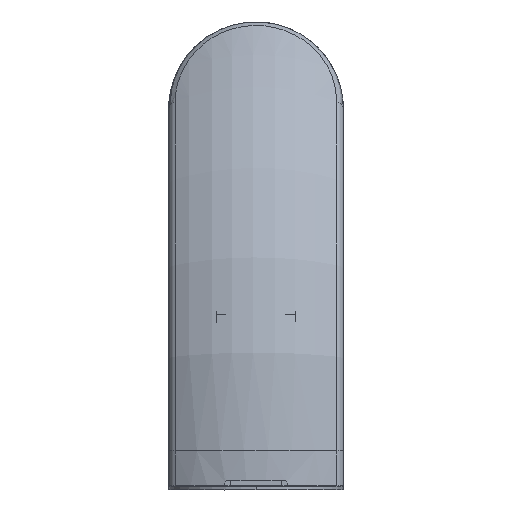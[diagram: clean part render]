
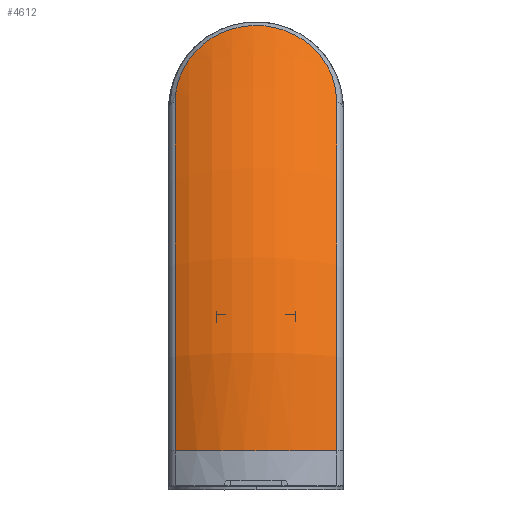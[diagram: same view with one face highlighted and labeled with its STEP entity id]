
A CAD part, top view. The second image highlights one B-rep face of the part: STEP entity #4612.
In plain terms, the highlighted toroidal (fillet/blend) face has major radius 59.774 mm and minor radius 21.982 mm.
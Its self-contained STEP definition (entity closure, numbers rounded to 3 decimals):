
#257 = CARTESIAN_POINT ( 'NONE',  ( 11.494, 2.33, -32.525 ) ) ;
#423 = CARTESIAN_POINT ( 'NONE',  ( 7.337, 9.51, -28.425 ) ) ;
#502 = CARTESIAN_POINT ( 'NONE',  ( 7.924, 9.02, -28.621 ) ) ;
#520 = DIRECTION ( 'NONE',  ( 0., 0., 1. ) ) ;
#883 = VERTEX_POINT ( 'NONE', #9405 ) ;
#1238 = ORIENTED_EDGE ( 'NONE', *, *, #11985, .T. ) ;
#1277 = AXIS2_PLACEMENT_3D ( 'NONE', #5321, #4249, #14945 ) ;
#1436 = DIRECTION ( 'NONE',  ( 0., 0., 1. ) ) ;
#1478 = VERTEX_POINT ( 'NONE', #10026 ) ;
#1556 = CARTESIAN_POINT ( 'NONE',  ( 9.435, 7.343, -29.392 ) ) ;
#1600 = CARTESIAN_POINT ( 'NONE',  ( 11.551, -48.923, 26.956 ) ) ;
#1640 = CARTESIAN_POINT ( 'NONE',  ( -1.963, 11.836, -27.621 ) ) ;
#1720 = CARTESIAN_POINT ( 'NONE',  ( -11.236, 3.604, -31.607 ) ) ;
#2151 = EDGE_CURVE ( 'NONE', #1478, #5875, #6223, .T. ) ;
#2567 = ORIENTED_EDGE ( 'NONE', *, *, #2151, .T. ) ;
#2684 = CARTESIAN_POINT ( 'NONE',  ( -7.894, 9.021, -28.626 ) ) ;
#2768 = CARTESIAN_POINT ( 'NONE',  ( -10.94, 4.563, -30.969 ) ) ;
#2851 = CARTESIAN_POINT ( 'NONE',  ( 3.911, 11.364, -27.765 ) ) ;
#2934 = CARTESIAN_POINT ( 'NONE',  ( -11.05, 4.244, -31.176 ) ) ;
#3008 = CARTESIAN_POINT ( 'NONE',  ( 1.594, 11.891, -27.604 ) ) ;
#3862 = ORIENTED_EDGE ( 'NONE', *, *, #9112, .T. ) ;
#3912 = CARTESIAN_POINT ( 'NONE',  ( 0.411, 11.99, -27.575 ) ) ;
#3959 = DIRECTION ( 'NONE',  ( -1., 0., 0. ) ) ;
#3994 = CARTESIAN_POINT ( 'NONE',  ( 4.998, 10.909, -27.916 ) ) ;
#4077 = CARTESIAN_POINT ( 'NONE',  ( -3.881, 11.375, -27.762 ) ) ;
#4159 = CARTESIAN_POINT ( 'NONE',  ( -8.178, 8.759, -28.737 ) ) ;
#4239 = CARTESIAN_POINT ( 'NONE',  ( -11.551, 1.7, -33.015 ) ) ;
#4249 = DIRECTION ( 'NONE',  ( 1., 0., 0. ) ) ;
#4257 = CARTESIAN_POINT ( 'NONE',  ( 0., -48.923, -32.818 ) ) ;
#4612 = ADVANCED_FACE ( 'NONE', ( #6600 ), #6039, .T. ) ;
#5126 = DIRECTION ( 'NONE',  ( 0., 0., -1. ) ) ;
#5139 = CARTESIAN_POINT ( 'NONE',  ( -5.332, 10.749, -27.97 ) ) ;
#5249 = DIRECTION ( 'NONE',  ( 0., 1., 0. ) ) ;
#5321 = CARTESIAN_POINT ( 'NONE',  ( -11.551, -48.923, 26.956 ) ) ;
#5390 = CARTESIAN_POINT ( 'NONE',  ( 8.973, 7.921, -29.113 ) ) ;
#5467 = CARTESIAN_POINT ( 'NONE',  ( 8.722, 8.205, -28.982 ) ) ;
#5673 = VERTEX_POINT ( 'NONE', #5872 ) ;
#5872 = CARTESIAN_POINT ( 'NONE',  ( 11.551, 1.084, -33.524 ) ) ;
#5875 = VERTEX_POINT ( 'NONE', #11828 ) ;
#6039 = TOROIDAL_SURFACE ( 'NONE', #7080, 59.774, 21.982 ) ;
#6223 = CIRCLE ( 'NONE', #1277, 78.476 ) ;
#6367 = CARTESIAN_POINT ( 'NONE',  ( 11.073, 4.227, -31.179 ) ) ;
#6534 = CARTESIAN_POINT ( 'NONE',  ( 1.99, 11.831, -27.622 ) ) ;
#6600 = FACE_OUTER_BOUND ( 'NONE', #9328, .T. ) ;
#6698 = CARTESIAN_POINT ( 'NONE',  ( -10.216, 6.143, -30.023 ) ) ;
#6846 = AXIS2_PLACEMENT_3D ( 'NONE', #1600, #3959, #1436 ) ;
#7080 = AXIS2_PLACEMENT_3D ( 'NONE', #10421, #15234, #5126 ) ;
#7134 = CIRCLE ( 'NONE', #7666, 21.982 ) ;
#7666 = AXIS2_PLACEMENT_3D ( 'NONE', #4257, #5249, #520 ) ;
#7676 = CARTESIAN_POINT ( 'NONE',  ( 10.221, 6.133, -30.029 ) ) ;
#7756 = CARTESIAN_POINT ( 'NONE',  ( -8.975, 7.949, -29.095 ) ) ;
#7820 = ORIENTED_EDGE ( 'NONE', *, *, #9505, .T. ) ;
#7843 = CARTESIAN_POINT ( 'NONE',  ( 10.693, 5.182, -30.583 ) ) ;
#7921 = CARTESIAN_POINT ( 'NONE',  ( 5.354, 10.738, -27.974 ) ) ;
#7996 = CARTESIAN_POINT ( 'NONE',  ( 10.547, 5.503, -30.391 ) ) ;
#8599 = B_SPLINE_CURVE_WITH_KNOTS ( 'NONE', 3,
 ( #8729, #4239, #9144, #10438, #1720, #2934, #2768, #12888, #10356, #6698, #11337, #12726, #7756, #4159, #2684, #12634, #10115, #11583, #14110, #5139, #10195, #4077, #11660, #1640, #15409, #9223, #14184, #3912, #15249, #3008, #6534, #15164, #2851, #3994, #7921, #15081, #14024, #423, #502, #5467, #5390, #1556, #11419, #13941, #7676, #7996, #7843, #6367, #15329, #257, #11500, #9062 ),
 .UNSPECIFIED., .F., .F.,
 ( 4, 2, 2, 2, 2, 2, 2, 2, 2, 2, 2, 2, 2, 2, 2, 2, 2, 2, 2, 2, 2, 2, 2, 2, 2, 4 ),
 ( 0., 0.002, 0.004, 0.005, 0.006, 0.007, 0.01, 0.011, 0.012, 0.013, 0.014, 0.017, 0.018, 0.019, 0.02, 0.021, 0.024, 0.025, 0.026, 0.029, 0.03, 0.031, 0.032, 0.033, 0.036, 0.038 ),
 .UNSPECIFIED. ) ;
#8729 = CARTESIAN_POINT ( 'NONE',  ( -11.551, 1.084, -33.524 ) ) ;
#9062 = CARTESIAN_POINT ( 'NONE',  ( 11.551, 1.084, -33.524 ) ) ;
#9112 = EDGE_CURVE ( 'NONE', #883, #1478, #7134, .T. ) ;
#9144 = CARTESIAN_POINT ( 'NONE',  ( -11.495, 2.326, -32.527 ) ) ;
#9223 = CARTESIAN_POINT ( 'NONE',  ( -0.774, 11.972, -27.58 ) ) ;
#9328 = EDGE_LOOP ( 'NONE', ( #3862, #2567, #7820, #1238 ) ) ;
#9405 = CARTESIAN_POINT ( 'NONE',  ( 11.551, -48.923, -51.521 ) ) ;
#9505 = EDGE_CURVE ( 'NONE', #5875, #5673, #8599, .T. ) ;
#10026 = CARTESIAN_POINT ( 'NONE',  ( -11.551, -48.923, -51.521 ) ) ;
#10115 = CARTESIAN_POINT ( 'NONE',  ( -6.994, 9.744, -28.336 ) ) ;
#10195 = CARTESIAN_POINT ( 'NONE',  ( -4.973, 10.92, -27.912 ) ) ;
#10356 = CARTESIAN_POINT ( 'NONE',  ( -10.542, 5.514, -30.384 ) ) ;
#10421 = CARTESIAN_POINT ( 'NONE',  ( 0., -48.923, 26.956 ) ) ;
#10438 = CARTESIAN_POINT ( 'NONE',  ( -11.313, 3.282, -31.833 ) ) ;
#11337 = CARTESIAN_POINT ( 'NONE',  ( -10.033, 6.457, -29.851 ) ) ;
#11419 = CARTESIAN_POINT ( 'NONE',  ( 9.649, 7.047, -29.541 ) ) ;
#11500 = CARTESIAN_POINT ( 'NONE',  ( 11.551, 1.699, -33.015 ) ) ;
#11583 = CARTESIAN_POINT ( 'NONE',  ( -6.354, 10.176, -28.173 ) ) ;
#11660 = CARTESIAN_POINT ( 'NONE',  ( -3.128, 11.604, -27.691 ) ) ;
#11828 = CARTESIAN_POINT ( 'NONE',  ( -11.551, 1.084, -33.524 ) ) ;
#11985 = EDGE_CURVE ( 'NONE', #5673, #883, #13325, .T. ) ;
#12634 = CARTESIAN_POINT ( 'NONE',  ( -7.302, 9.513, -28.426 ) ) ;
#12726 = CARTESIAN_POINT ( 'NONE',  ( -9.437, 7.371, -29.371 ) ) ;
#12888 = CARTESIAN_POINT ( 'NONE',  ( -10.686, 5.198, -30.573 ) ) ;
#13325 = CIRCLE ( 'NONE', #6846, 78.476 ) ;
#13941 = CARTESIAN_POINT ( 'NONE',  ( 10.042, 6.442, -29.86 ) ) ;
#14024 = CARTESIAN_POINT ( 'NONE',  ( 6.379, 10.16, -28.179 ) ) ;
#14110 = CARTESIAN_POINT ( 'NONE',  ( -6.021, 10.378, -28.101 ) ) ;
#14184 = CARTESIAN_POINT ( 'NONE',  ( -0.379, 11.991, -27.575 ) ) ;
#14945 = DIRECTION ( 'NONE',  ( 0., 0., -1. ) ) ;
#15081 = CARTESIAN_POINT ( 'NONE',  ( 6.047, 10.363, -28.106 ) ) ;
#15164 = CARTESIAN_POINT ( 'NONE',  ( 3.16, 11.595, -27.694 ) ) ;
#15234 = DIRECTION ( 'NONE',  ( 1., 0., 0. ) ) ;
#15249 = CARTESIAN_POINT ( 'NONE',  ( 0.806, 11.97, -27.581 ) ) ;
#15329 = CARTESIAN_POINT ( 'NONE',  ( 11.254, 3.592, -31.608 ) ) ;
#15409 = CARTESIAN_POINT ( 'NONE',  ( -1.566, 11.895, -27.603 ) ) ;
